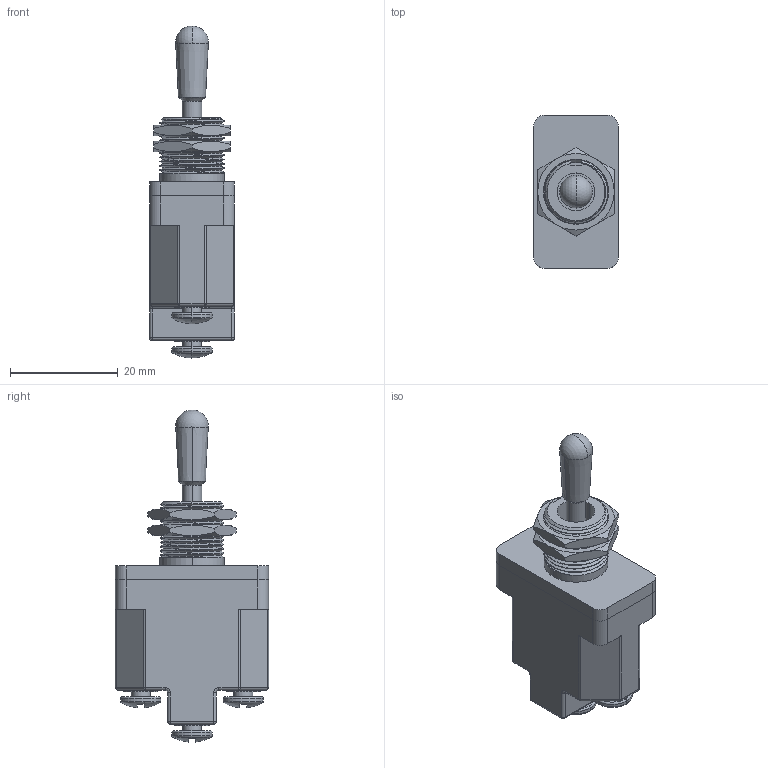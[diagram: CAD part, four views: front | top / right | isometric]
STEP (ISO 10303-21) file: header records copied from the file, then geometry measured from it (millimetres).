
FILE_DESCRIPTION (( 'STEP AP203' ), '1' );
FILE_NAME ('8002K116_Wet-Location Toggle Switch.STEP', '2021-07-09T17:27:44', ( 'Administrator' ), ( 'Managed by Terraform' ), 'SwSTEP 2.0', 'SolidWorks 2017', '' );
FILE_SCHEMA (( 'CONFIG_CONTROL_DESIGN' ));
Length unit declared in the file: inch
Products named in the file (1): 8002K116_Wet-Location Toggle Switch
Bounding box: 15.75 x 28.45 x 61.69 mm (x, y, z)
Volume: 12054.6 mm3; surface area: 6305.2 mm2
Topology: 8 solids, 8 shells, 284 faces, 699 edges, 425 vertices
Faces by surface type: cylinder 101, plane 65, cone 41, bspline 41, sphere 20, torus 16
Entity records: 29105 total; most frequent: CARTESIAN_POINT 23030, ORIENTED_EDGE 1364, DIRECTION 1154, EDGE_CURVE 682, AXIS2_PLACEMENT_3D 470, VERTEX_POINT 422, EDGE_LOOP 296, ADVANCED_FACE 284
